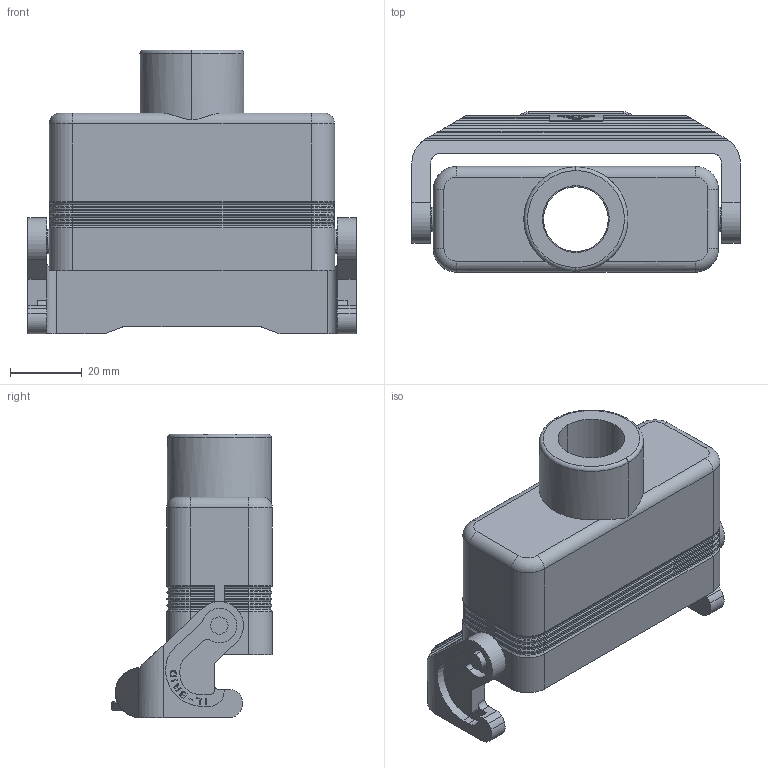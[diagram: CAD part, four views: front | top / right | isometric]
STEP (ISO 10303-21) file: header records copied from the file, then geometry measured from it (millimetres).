
FILE_DESCRIPTION(('Creo Elements/Direct Modeling STEP Export'),'2;1');
FILE_NAME('0ln7tug4lr7alf42060','2018-11-22T14:42:43',(''),(''),'PTC Creo Elements/Direct Modeling STEP processor for AP214 (Solid Model)','PTC Creo Elements/Direct Modeling 19.0E 27-Jun-2016 (C) Parametric Technology GmbH','');
FILE_SCHEMA(('AUTOMOTIVE_DESIGN { 1 0 10303 214 1 1 1 1 }'));
Length unit declared in the file: millimetre
Products named in the file (2): MZV_25_LG20
Assembly tree (1 placements, depth 2):
  MZV_25_LG20
    MZV_25_LG20
Bounding box: 91.55 x 44.7 x 79 mm (x, y, z)
Volume: 53033.8 mm3; surface area: 32239.2 mm2
Topology: 1 solids, 1 shells, 781 faces, 2063 edges, 1322 vertices
Faces by surface type: plane 504, cylinder 199, torus 42, cone 36
Entity records: 30908 total; most frequent: CARTESIAN_POINT 7404, ORIENTED_EDGE 4126, DIRECTION 3809, EDGE_CURVE 2063, VECTOR 1485, LINE 1485, VERTEX_POINT 1322, AXIS2_PLACEMENT_3D 1162
